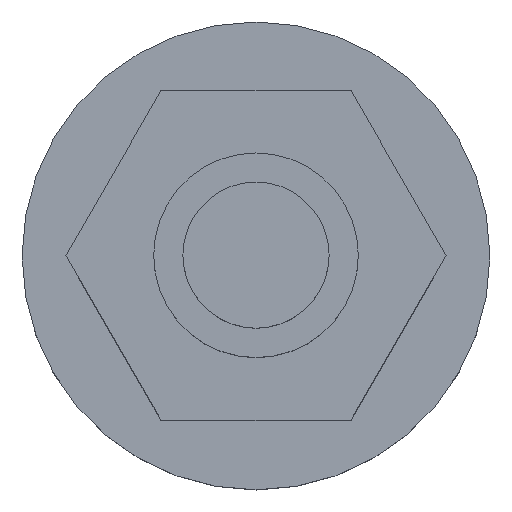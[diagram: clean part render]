
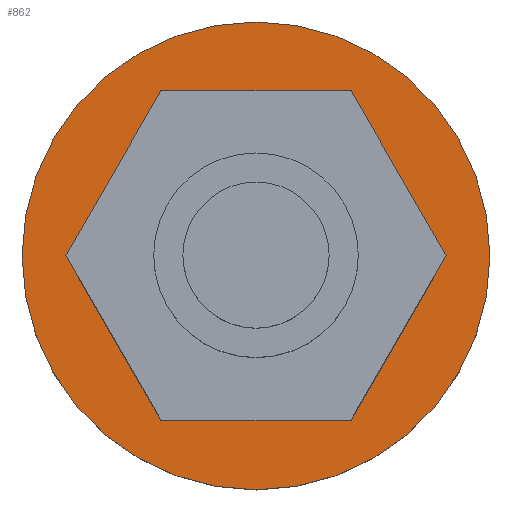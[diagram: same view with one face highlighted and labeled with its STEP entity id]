
A CAD part, top view. The second image highlights one B-rep face of the part: STEP entity #862.
In plain terms, the highlighted planar face has unit normal (0, 0, 1).
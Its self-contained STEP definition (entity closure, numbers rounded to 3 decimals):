
#3 = DIRECTION ( 'NONE',  ( -1., 0., 0. ) ) ;
#30 = EDGE_CURVE ( 'NONE', #907, #614, #189, .T. ) ;
#44 = ORIENTED_EDGE ( 'NONE', *, *, #499, .F. ) ;
#45 = EDGE_CURVE ( 'NONE', #614, #763, #807, .T. ) ;
#60 = ORIENTED_EDGE ( 'NONE', *, *, #296, .F. ) ;
#65 = DIRECTION ( 'NONE',  ( 0., 0., -1. ) ) ;
#74 = ORIENTED_EDGE ( 'NONE', *, *, #466, .F. ) ;
#82 = ORIENTED_EDGE ( 'NONE', *, *, #30, .F. ) ;
#92 = ORIENTED_EDGE ( 'NONE', *, *, #825, .F. ) ;
#100 = CARTESIAN_POINT ( 'NONE',  ( 3.25, -5.629, 60. ) ) ;
#129 = PLANE ( 'NONE',  #329 ) ;
#131 = CARTESIAN_POINT ( 'NONE',  ( 8., 0., 60. ) ) ;
#154 = FACE_OUTER_BOUND ( 'NONE', #648, .T. ) ;
#159 = AXIS2_PLACEMENT_3D ( 'NONE', #294, #65, #310 ) ;
#161 = CARTESIAN_POINT ( 'NONE',  ( -3.25, -5.629, 60. ) ) ;
#178 = CIRCLE ( 'NONE', #461, 8. ) ;
#183 = VERTEX_POINT ( 'NONE', #241 ) ;
#188 = LINE ( 'NONE', #696, #742 ) ;
#189 = LINE ( 'NONE', #691, #570 ) ;
#214 = EDGE_CURVE ( 'NONE', #340, #594, #178, .T. ) ;
#241 = CARTESIAN_POINT ( 'NONE',  ( -3.25, -5.629, 60. ) ) ;
#274 = CARTESIAN_POINT ( 'NONE',  ( 6.5, 0., 60. ) ) ;
#286 = DIRECTION ( 'NONE',  ( 0., 0., -1. ) ) ;
#289 = CARTESIAN_POINT ( 'NONE',  ( -6.5, 0., 60. ) ) ;
#294 = CARTESIAN_POINT ( 'NONE',  ( 0., 0., 60. ) ) ;
#296 = EDGE_CURVE ( 'NONE', #594, #340, #843, .T. ) ;
#299 = VERTEX_POINT ( 'NONE', #990 ) ;
#302 = EDGE_CURVE ( 'NONE', #763, #299, #188, .T. ) ;
#309 = VECTOR ( 'NONE', #527, 1000. ) ;
#310 = DIRECTION ( 'NONE',  ( 1., 0., 0. ) ) ;
#314 = CARTESIAN_POINT ( 'NONE',  ( -3.25, 5.629, 60. ) ) ;
#329 = AXIS2_PLACEMENT_3D ( 'NONE', #674, #829, #794 ) ;
#340 = VERTEX_POINT ( 'NONE', #468 ) ;
#375 = CARTESIAN_POINT ( 'NONE',  ( 0., 0., 60. ) ) ;
#404 = DIRECTION ( 'NONE',  ( 1., 0., 0. ) ) ;
#461 = AXIS2_PLACEMENT_3D ( 'NONE', #375, #286, #675 ) ;
#466 = EDGE_CURVE ( 'NONE', #183, #907, #992, .T. ) ;
#468 = CARTESIAN_POINT ( 'NONE',  ( -8., 0., 60. ) ) ;
#499 = EDGE_CURVE ( 'NONE', #299, #800, #602, .T. ) ;
#505 = ORIENTED_EDGE ( 'NONE', *, *, #214, .F. ) ;
#527 = DIRECTION ( 'NONE',  ( 0.5, -0.866, 0. ) ) ;
#535 = DIRECTION ( 'NONE',  ( -0.5, 0.866, 0. ) ) ;
#563 = ORIENTED_EDGE ( 'NONE', *, *, #45, .F. ) ;
#570 = VECTOR ( 'NONE', #849, 1000. ) ;
#586 = VECTOR ( 'NONE', #856, 1000. ) ;
#594 = VERTEX_POINT ( 'NONE', #131 ) ;
#598 = CARTESIAN_POINT ( 'NONE',  ( -6.5, 0., 60. ) ) ;
#602 = LINE ( 'NONE', #314, #586 ) ;
#614 = VERTEX_POINT ( 'NONE', #274 ) ;
#643 = EDGE_LOOP ( 'NONE', ( #82, #74, #92, #44, #701, #563 ) ) ;
#647 = CARTESIAN_POINT ( 'NONE',  ( 3.25, 5.629, 60. ) ) ;
#648 = EDGE_LOOP ( 'NONE', ( #60, #505 ) ) ;
#650 = VECTOR ( 'NONE', #535, 1000. ) ;
#674 = CARTESIAN_POINT ( 'NONE',  ( 7.25, 0., 60. ) ) ;
#675 = DIRECTION ( 'NONE',  ( 1., 0., 0. ) ) ;
#691 = CARTESIAN_POINT ( 'NONE',  ( 3.25, -5.629, 60. ) ) ;
#696 = CARTESIAN_POINT ( 'NONE',  ( 3.25, 5.629, 60. ) ) ;
#701 = ORIENTED_EDGE ( 'NONE', *, *, #302, .F. ) ;
#742 = VECTOR ( 'NONE', #3, 1000. ) ;
#763 = VERTEX_POINT ( 'NONE', #647 ) ;
#766 = CARTESIAN_POINT ( 'NONE',  ( 6.5, 0., 60. ) ) ;
#794 = DIRECTION ( 'NONE',  ( -1., 0., 0. ) ) ;
#797 = VECTOR ( 'NONE', #404, 1000. ) ;
#800 = VERTEX_POINT ( 'NONE', #289 ) ;
#807 = LINE ( 'NONE', #766, #650 ) ;
#825 = EDGE_CURVE ( 'NONE', #800, #183, #995, .T. ) ;
#829 = DIRECTION ( 'NONE',  ( 0., 0., 1. ) ) ;
#843 = CIRCLE ( 'NONE', #159, 8. ) ;
#849 = DIRECTION ( 'NONE',  ( 0.5, 0.866, 0. ) ) ;
#856 = DIRECTION ( 'NONE',  ( -0.5, -0.866, 0. ) ) ;
#862 = ADVANCED_FACE ( 'NONE', ( #154, #947 ), #129, .T. ) ;
#907 = VERTEX_POINT ( 'NONE', #100 ) ;
#947 = FACE_BOUND ( 'NONE', #643, .T. ) ;
#990 = CARTESIAN_POINT ( 'NONE',  ( -3.25, 5.629, 60. ) ) ;
#992 = LINE ( 'NONE', #161, #797 ) ;
#995 = LINE ( 'NONE', #598, #309 ) ;
